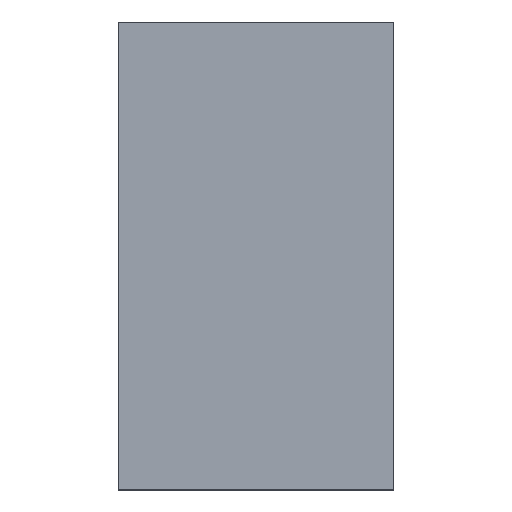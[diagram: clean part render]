
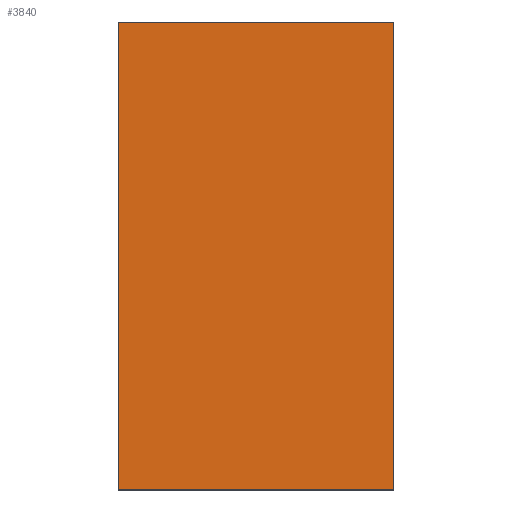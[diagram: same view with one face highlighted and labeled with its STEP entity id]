
A CAD part, top view. The second image highlights one B-rep face of the part: STEP entity #3840.
In plain terms, the highlighted face is planar.
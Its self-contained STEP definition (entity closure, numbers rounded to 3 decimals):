
#60=CARTESIAN_POINT('',(30.774,-38.627,
8.46));
#70=DIRECTION('',(0.707,-0.707,
0.));
#80=VECTOR('',#70,1.);
#90=LINE('',#60,#80);
#100=CARTESIAN_POINT('',(38.891,-46.744,
8.46));
#110=VERTEX_POINT('',#100);
#120=CARTESIAN_POINT('',(46.315,-54.169,
8.46));
#130=VERTEX_POINT('',#120);
#140=EDGE_CURVE('',#110,#130,#90,.T.);
#1550=CARTESIAN_POINT('',(46.315,-54.169,
14.61));
#1560=VERTEX_POINT('',#1550);
#2710=CARTESIAN_POINT('',(38.891,-46.744,
14.61));
#2720=VERTEX_POINT('',#2710);
#2750=CARTESIAN_POINT('',(-7.853,0.,14.61));
#2760=DIRECTION('',(0.707,-0.707,0.));
#2770=VECTOR('',#2760,1.);
#2780=LINE('',#2750,#2770);
#2790=EDGE_CURVE('',#2720,#1560,#2780,.T.);
#3280=CARTESIAN_POINT('',(46.315,-54.169,
0.));
#3290=DIRECTION('',(0.,0.,1.));
#3300=VECTOR('',#3290,1.);
#3310=LINE('',#3280,#3300);
#3320=EDGE_CURVE('',#130,#1560,#3310,.T.);
#3680=CARTESIAN_POINT('',(46.315,-54.169,
8.46));
#3690=DIRECTION('',(-0.707,-0.707,
0.));
#3700=DIRECTION('',(0.707,-0.707,
0.));
#3710=AXIS2_PLACEMENT_3D('',#3680,#3690,#3700);
#3720=PLANE('',#3710);
#3730=ORIENTED_EDGE('',*,*,#140,.F.);
#3740=ORIENTED_EDGE('',*,*,#3320,.F.);
#3750=ORIENTED_EDGE('',*,*,#2790,.T.);
#3760=CARTESIAN_POINT('',(38.891,-46.744,
0.));
#3770=DIRECTION('',(0.,0.,1.));
#3780=VECTOR('',#3770,1.);
#3790=LINE('',#3760,#3780);
#3800=EDGE_CURVE('',#110,#2720,#3790,.T.);
#3810=ORIENTED_EDGE('',*,*,#3800,.T.);
#3820=EDGE_LOOP('',(#3810,#3750,#3740,#3730));
#3830=FACE_OUTER_BOUND('',#3820,.T.);
#3840=ADVANCED_FACE('',(#3830),#3720,.F.);
